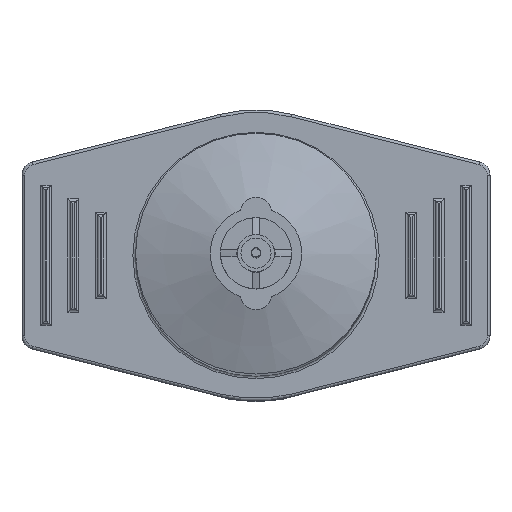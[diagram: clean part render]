
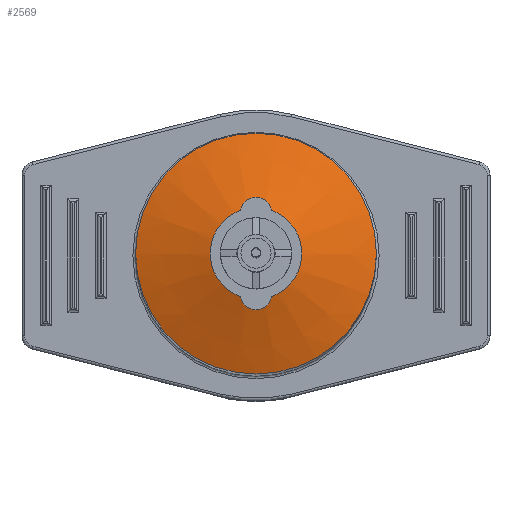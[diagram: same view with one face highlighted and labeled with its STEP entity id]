
A CAD part, top view. The second image highlights one B-rep face of the part: STEP entity #2569.
In plain terms, the highlighted conical face has half-angle 71.274 degrees and reference radius 1000 mm.
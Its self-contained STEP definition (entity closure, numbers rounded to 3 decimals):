
#166=CONICAL_SURFACE('',#2779,1000.,1.244);
#201=FACE_OUTER_BOUND('',#374,.T.);
#374=EDGE_LOOP('',(#1759,#1760,#1761,#1762));
#557=LINE('',#4067,#753);
#753=VECTOR('',#3182,1000.);
#959=CIRCLE('',#2778,2.9);
#960=CIRCLE('',#2780,8.8);
#1092=VERTEX_POINT('',#4061);
#1093=VERTEX_POINT('',#4065);
#1343=EDGE_CURVE('',#1092,#1092,#959,.T.);
#1344=EDGE_CURVE('',#1093,#1093,#960,.T.);
#1345=EDGE_CURVE('',#1093,#1092,#557,.T.);
#1759=ORIENTED_EDGE('',*,*,#1344,.T.);
#1760=ORIENTED_EDGE('',*,*,#1345,.T.);
#1761=ORIENTED_EDGE('',*,*,#1343,.F.);
#1762=ORIENTED_EDGE('',*,*,#1345,.F.);
#2569=ADVANCED_FACE('',(#201),#166,.T.);
#2778=AXIS2_PLACEMENT_3D('',#4063,#3176,#3177);
#2779=AXIS2_PLACEMENT_3D('',#4064,#3178,#3179);
#2780=AXIS2_PLACEMENT_3D('',#4066,#3180,#3181);
#3176=DIRECTION('center_axis',(0.,0.,1.));
#3177=DIRECTION('ref_axis',(1.,0.,0.));
#3178=DIRECTION('center_axis',(0.,0.,-1.));
#3179=DIRECTION('ref_axis',(1.,0.,0.));
#3180=DIRECTION('center_axis',(0.,0.,1.));
#3181=DIRECTION('ref_axis',(1.,0.,0.));
#3182=DIRECTION('',(0.947,0.,0.321));
#4061=CARTESIAN_POINT('',(-2.9,0.,79.3));
#4063=CARTESIAN_POINT('Origin',(0.,0.,79.3));
#4064=CARTESIAN_POINT('Origin',(0.,0.,-258.7));
#4065=CARTESIAN_POINT('',(-8.8,0.,77.3));
#4066=CARTESIAN_POINT('Origin',(0.,0.,77.3));
#4067=CARTESIAN_POINT('',(-1000.,0.,-258.7));
